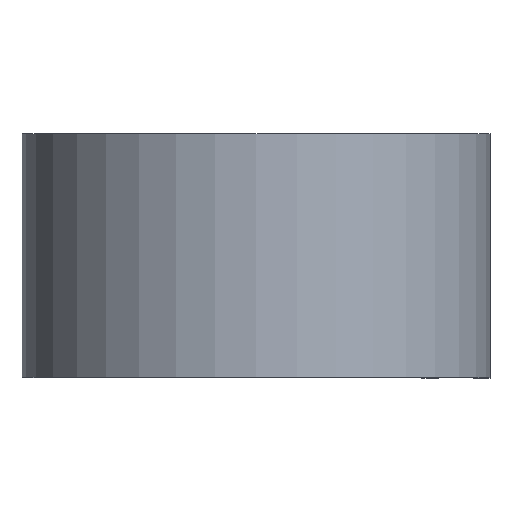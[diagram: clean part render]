
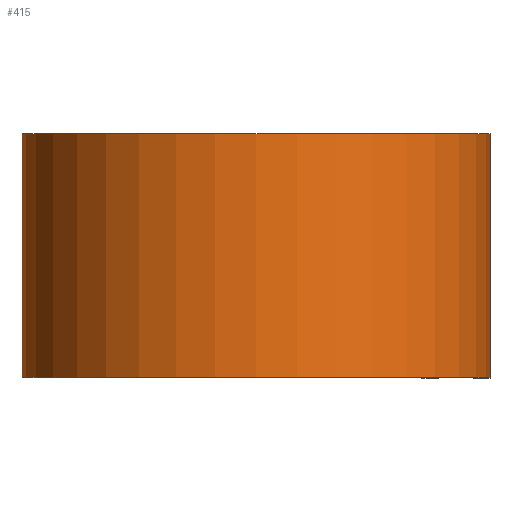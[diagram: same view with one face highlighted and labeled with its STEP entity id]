
A CAD part, top view. The second image highlights one B-rep face of the part: STEP entity #415.
In plain terms, the highlighted cylindrical face has radius 21.361 mm (diameter 42.723 mm), a partial arc.
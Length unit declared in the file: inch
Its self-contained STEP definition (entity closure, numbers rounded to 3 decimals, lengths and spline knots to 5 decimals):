
#15 = DIRECTION ( 'NONE',  ( 0., -1., 0. ) ) ;
#21 = CIRCLE ( 'NONE', #167, 0.841 ) ;
#34 = CARTESIAN_POINT ( 'NONE',  ( 0., 0.4375, -0.841 ) ) ;
#47 = EDGE_LOOP ( 'NONE', ( #314, #568, #177, #293 ) ) ;
#63 = CYLINDRICAL_SURFACE ( 'NONE', #586, 0.841 ) ;
#70 = DIRECTION ( 'NONE',  ( 0., -1., 0. ) ) ;
#80 = FACE_OUTER_BOUND ( 'NONE', #47, .T. ) ;
#85 = VECTOR ( 'NONE', #15, 39.37008 ) ;
#91 = DIRECTION ( 'NONE',  ( 0., 0., -1. ) ) ;
#95 = LINE ( 'NONE', #254, #85 ) ;
#105 = CIRCLE ( 'NONE', #221, 0.841 ) ;
#120 = LINE ( 'NONE', #231, #551 ) ;
#151 = CARTESIAN_POINT ( 'NONE',  ( 0., 0.4375, 0. ) ) ;
#167 = AXIS2_PLACEMENT_3D ( 'NONE', #260, #465, #509 ) ;
#177 = ORIENTED_EDGE ( 'NONE', *, *, #372, .F. ) ;
#178 = DIRECTION ( 'NONE',  ( 0., -1., 0. ) ) ;
#189 = VERTEX_POINT ( 'NONE', #336 ) ;
#221 = AXIS2_PLACEMENT_3D ( 'NONE', #613, #542, #265 ) ;
#231 = CARTESIAN_POINT ( 'NONE',  ( 0., 0.4375, -0.841 ) ) ;
#254 = CARTESIAN_POINT ( 'NONE',  ( 0.841, 0.4375, 0. ) ) ;
#260 = CARTESIAN_POINT ( 'NONE',  ( 0., -0.4375, 0. ) ) ;
#265 = DIRECTION ( 'NONE',  ( 1., 0., 0. ) ) ;
#291 = VERTEX_POINT ( 'NONE', #614 ) ;
#293 = ORIENTED_EDGE ( 'NONE', *, *, #577, .T. ) ;
#300 = VERTEX_POINT ( 'NONE', #34 ) ;
#314 = ORIENTED_EDGE ( 'NONE', *, *, #489, .T. ) ;
#336 = CARTESIAN_POINT ( 'NONE',  ( 0., -0.4375, -0.841 ) ) ;
#372 = EDGE_CURVE ( 'NONE', #300, #291, #105, .T. ) ;
#396 = EDGE_CURVE ( 'NONE', #291, #499, #95, .T. ) ;
#405 = CARTESIAN_POINT ( 'NONE',  ( 0.841, -0.4375, 0. ) ) ;
#415 = ADVANCED_FACE ( 'NONE', ( #80 ), #63, .T. ) ;
#465 = DIRECTION ( 'NONE',  ( 0., 1., 0. ) ) ;
#489 = EDGE_CURVE ( 'NONE', #189, #499, #21, .T. ) ;
#499 = VERTEX_POINT ( 'NONE', #405 ) ;
#509 = DIRECTION ( 'NONE',  ( 1., 0., 0. ) ) ;
#542 = DIRECTION ( 'NONE',  ( 0., 1., 0. ) ) ;
#551 = VECTOR ( 'NONE', #178, 39.37008 ) ;
#568 = ORIENTED_EDGE ( 'NONE', *, *, #396, .F. ) ;
#577 = EDGE_CURVE ( 'NONE', #300, #189, #120, .T. ) ;
#586 = AXIS2_PLACEMENT_3D ( 'NONE', #151, #70, #91 ) ;
#613 = CARTESIAN_POINT ( 'NONE',  ( 0., 0.4375, 0. ) ) ;
#614 = CARTESIAN_POINT ( 'NONE',  ( 0.841, 0.4375, 0. ) ) ;
